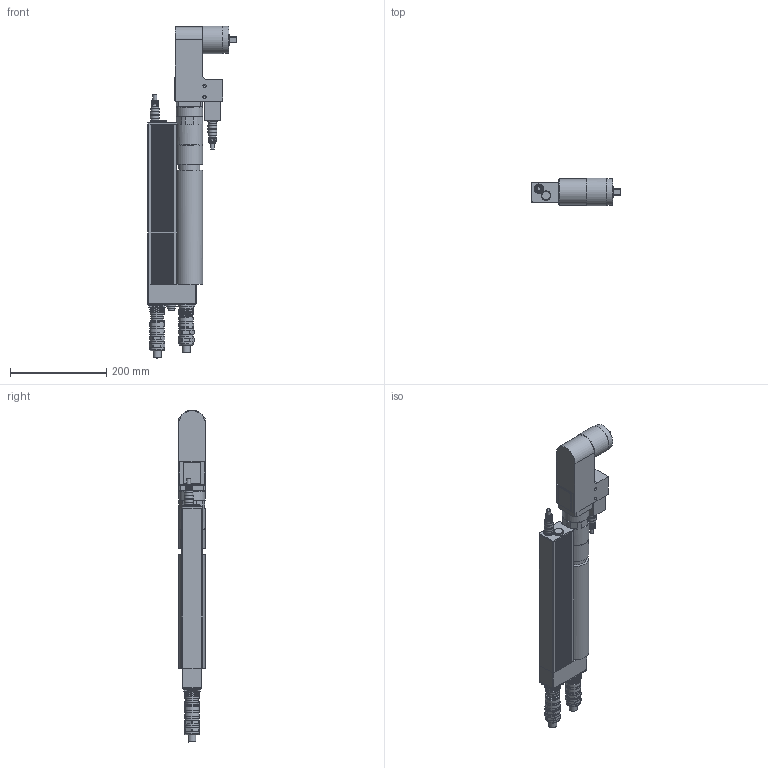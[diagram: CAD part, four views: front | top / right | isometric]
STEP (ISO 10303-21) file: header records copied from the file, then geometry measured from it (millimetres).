
FILE_DESCRIPTION((''),'2;1');
FILE_NAME('947525A8.stp','2011-03-25T14:28:12',('e4c32'),(''),'Autodesk Inventor 11','Autodesk Inventor 11','');
FILE_SCHEMA(('AUTOMOTIVE_DESIGN { 1 0 10303 214 1 1 1 1 }'));
Length unit declared in the file: millimetre
Products named in the file (6): 947525A8_IAM_001; 2WKXB_IPT_001; 2BTS-2BXA_IPT_001.ipt_Motor und Getriebe; 961089-002_IPT_002.ipt_Stecker gerade; 961104-005_IPT_002.ipt_Stecker gerade; 961104-005_IPT_001.ipt_Stecker gerade
Assembly tree (6 placements, depth 2):
  947525A8_IAM_001
    2WKXB_IPT_001
    2BTS-2BXA_IPT_001.ipt_Motor und Getriebe
    961089-002_IPT_002.ipt_Stecker gerade  x2
    961104-005_IPT_002.ipt_Stecker gerade
    961104-005_IPT_001.ipt_Stecker gerade
Bounding box: 184.67 x 57.99 x 691.4 mm (x, y, z)
Volume: 2846248.9 mm3; surface area: 279560.4 mm2
Topology: 6 solids, 6 shells, 970 faces, 2362 edges, 1479 vertices
Faces by surface type: plane 711, cylinder 194, cone 37, bspline 16, torus 12
Full cylindrical faces by diameter (mm): 5.5 x4, 6.647 x2, 8 x2, 12 x1, 13 x1, 13.4 x2, 13.5 x1, 14 x10, 14.2 x2, 15.5 x1, 16 x7, 16.5 x2, 17.5 x1, 17.587 x4, 18 x5, 18.7 x4, 20 x5, 22 x1, 22.5 x2, 24 x1, 25 x1, 25.5 x1, 26.4 x1, 27.047 x1, 28 x2, 28.5 x1, 29 x1, 29.4 x3, 29.5 x2, 29.8 x4
Entity records: 26187 total; most frequent: CARTESIAN_POINT 5215, ORIENTED_EDGE 4274, DIRECTION 4165, EDGE_CURVE 2137, VECTOR 1465, LINE 1465, VERTEX_POINT 1412, AXIS2_PLACEMENT_3D 1350
